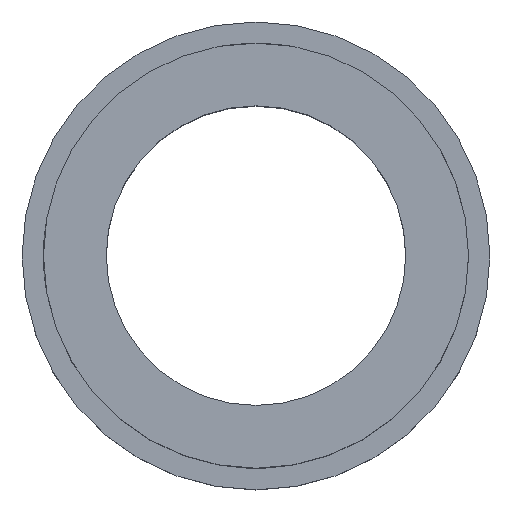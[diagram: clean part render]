
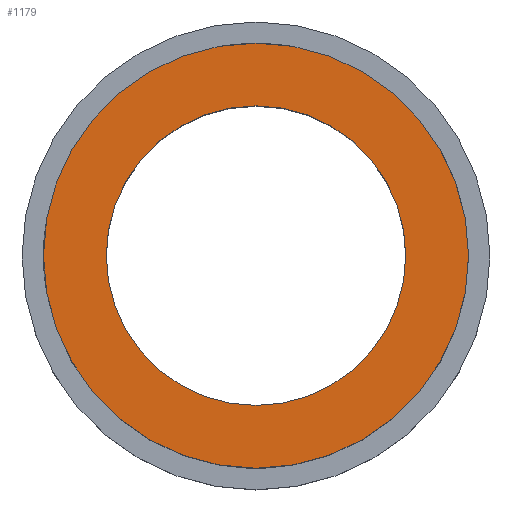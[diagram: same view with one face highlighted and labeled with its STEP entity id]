
A CAD part, top view. The second image highlights one B-rep face of the part: STEP entity #1179.
In plain terms, the highlighted planar face has unit normal (0, 0, 1).
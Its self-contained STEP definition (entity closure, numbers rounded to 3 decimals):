
#29 = CARTESIAN_POINT ( 'NONE',  ( -105., 0., 178. ) ) ;
#39 = FACE_OUTER_BOUND ( 'NONE', #98, .T. ) ;
#85 = CARTESIAN_POINT ( 'NONE',  ( 105., 0., 178. ) ) ;
#98 = EDGE_LOOP ( 'NONE', ( #1552, #990 ) ) ;
#155 = AXIS2_PLACEMENT_3D ( 'NONE', #2559, #1404, #202 ) ;
#190 = EDGE_LOOP ( 'NONE', ( #1502, #1838 ) ) ;
#202 = DIRECTION ( 'NONE',  ( 1., 0., 0. ) ) ;
#217 = DIRECTION ( 'NONE',  ( 0., 0., 1. ) ) ;
#408 = DIRECTION ( 'NONE',  ( 0., 0., -1. ) ) ;
#548 = CARTESIAN_POINT ( 'NONE',  ( 0., 0., 178. ) ) ;
#551 = EDGE_CURVE ( 'NONE', #2522, #2180, #1992, .T. ) ;
#657 = AXIS2_PLACEMENT_3D ( 'NONE', #548, #1928, #753 ) ;
#753 = DIRECTION ( 'NONE',  ( -1., 0., 0. ) ) ;
#831 = PLANE ( 'NONE',  #1946 ) ;
#847 = DIRECTION ( 'NONE',  ( 0., 0., 1. ) ) ;
#966 = VERTEX_POINT ( 'NONE', #1668 ) ;
#990 = ORIENTED_EDGE ( 'NONE', *, *, #2137, .T. ) ;
#1080 = EDGE_CURVE ( 'NONE', #966, #1085, #1370, .T. ) ;
#1085 = VERTEX_POINT ( 'NONE', #1794 ) ;
#1093 = EDGE_CURVE ( 'NONE', #2180, #2522, #2296, .T. ) ;
#1179 = ADVANCED_FACE ( 'NONE', ( #2153, #39 ), #831, .T. ) ;
#1370 = CIRCLE ( 'NONE', #155, 149. ) ;
#1404 = DIRECTION ( 'NONE',  ( 0., 0., 1. ) ) ;
#1419 = CARTESIAN_POINT ( 'NONE',  ( 0., 0., 178. ) ) ;
#1502 = ORIENTED_EDGE ( 'NONE', *, *, #1093, .T. ) ;
#1552 = ORIENTED_EDGE ( 'NONE', *, *, #1080, .T. ) ;
#1602 = CARTESIAN_POINT ( 'NONE',  ( 0., 0., 178. ) ) ;
#1609 = DIRECTION ( 'NONE',  ( 1., 0., 0. ) ) ;
#1614 = CARTESIAN_POINT ( 'NONE',  ( 0., 0., 178. ) ) ;
#1668 = CARTESIAN_POINT ( 'NONE',  ( -149., 0., 178. ) ) ;
#1684 = CIRCLE ( 'NONE', #2171, 149. ) ;
#1794 = CARTESIAN_POINT ( 'NONE',  ( 149., 0., 178. ) ) ;
#1803 = DIRECTION ( 'NONE',  ( -1., 0., 0. ) ) ;
#1838 = ORIENTED_EDGE ( 'NONE', *, *, #551, .T. ) ;
#1928 = DIRECTION ( 'NONE',  ( 0., 0., -1. ) ) ;
#1946 = AXIS2_PLACEMENT_3D ( 'NONE', #1614, #847, #2201 ) ;
#1992 = CIRCLE ( 'NONE', #657, 105. ) ;
#2137 = EDGE_CURVE ( 'NONE', #1085, #966, #1684, .T. ) ;
#2153 = FACE_BOUND ( 'NONE', #190, .T. ) ;
#2171 = AXIS2_PLACEMENT_3D ( 'NONE', #1419, #217, #1609 ) ;
#2180 = VERTEX_POINT ( 'NONE', #29 ) ;
#2201 = DIRECTION ( 'NONE',  ( 1., 0., 0. ) ) ;
#2296 = CIRCLE ( 'NONE', #2478, 105. ) ;
#2478 = AXIS2_PLACEMENT_3D ( 'NONE', #1602, #408, #1803 ) ;
#2522 = VERTEX_POINT ( 'NONE', #85 ) ;
#2559 = CARTESIAN_POINT ( 'NONE',  ( 0., 0., 178. ) ) ;
